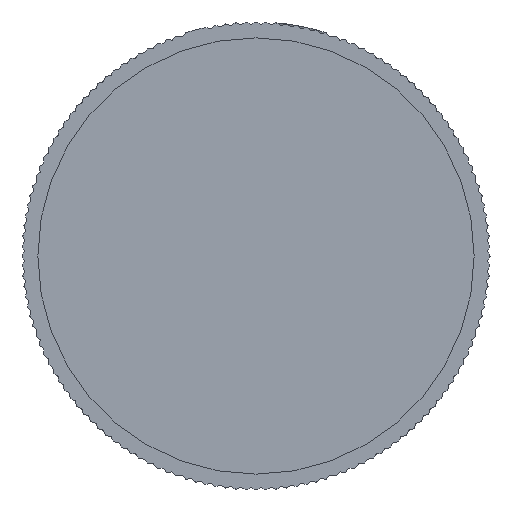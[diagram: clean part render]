
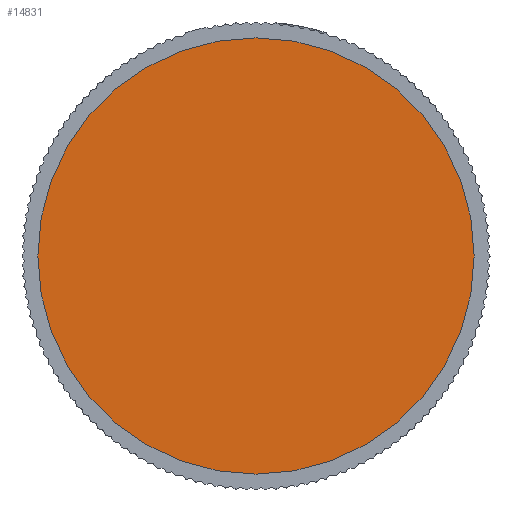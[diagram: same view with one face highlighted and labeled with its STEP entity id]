
A CAD part, front view. The second image highlights one B-rep face of the part: STEP entity #14831.
In plain terms, the highlighted planar face has unit normal (0, -1, 0).
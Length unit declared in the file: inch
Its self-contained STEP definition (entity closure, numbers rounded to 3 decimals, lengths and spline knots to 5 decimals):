
#1406 = EDGE_CURVE ( 'NONE', #10331, #14777, #3776, .T. ) ;
#3776 = CIRCLE ( 'NONE', #31609, 1.2874 ) ;
#7172 = CARTESIAN_POINT ( 'NONE',  ( 0., 0.37795, 0. ) ) ;
#10203 = CARTESIAN_POINT ( 'NONE',  ( 0., 0.37795, 0. ) ) ;
#10331 = VERTEX_POINT ( 'NONE', #43847 ) ;
#14777 = VERTEX_POINT ( 'NONE', #33524 ) ;
#14831 = ADVANCED_FACE ( 'NONE', ( #14835 ), #15275, .T. ) ;
#14835 = FACE_OUTER_BOUND ( 'NONE', #33625, .T. ) ;
#15275 = PLANE ( 'NONE',  #15336 ) ;
#15336 = AXIS2_PLACEMENT_3D ( 'NONE', #41429, #45340, #44856 ) ;
#17932 = ORIENTED_EDGE ( 'NONE', *, *, #1406, .T. ) ;
#18614 = EDGE_CURVE ( 'NONE', #14777, #10331, #43732, .T. ) ;
#25581 = DIRECTION ( 'NONE',  ( 0., 0., -1. ) ) ;
#25608 = AXIS2_PLACEMENT_3D ( 'NONE', #7172, #37188, #25581 ) ;
#31609 = AXIS2_PLACEMENT_3D ( 'NONE', #10203, #36391, #40038 ) ;
#33524 = CARTESIAN_POINT ( 'NONE',  ( 0., 0.37795, -1.2874 ) ) ;
#33625 = EDGE_LOOP ( 'NONE', ( #33830, #17932 ) ) ;
#33830 = ORIENTED_EDGE ( 'NONE', *, *, #18614, .T. ) ;
#36391 = DIRECTION ( 'NONE',  ( 0., -1., 0. ) ) ;
#37188 = DIRECTION ( 'NONE',  ( 0., -1., 0. ) ) ;
#40038 = DIRECTION ( 'NONE',  ( 0., 0., -1. ) ) ;
#41429 = CARTESIAN_POINT ( 'NONE',  ( 1.24065, 0.37795, 0. ) ) ;
#43732 = CIRCLE ( 'NONE', #25608, 1.2874 ) ;
#43847 = CARTESIAN_POINT ( 'NONE',  ( 0., 0.37795, 1.2874 ) ) ;
#44856 = DIRECTION ( 'NONE',  ( 0., 0., -1. ) ) ;
#45340 = DIRECTION ( 'NONE',  ( 0., -1., 0. ) ) ;
